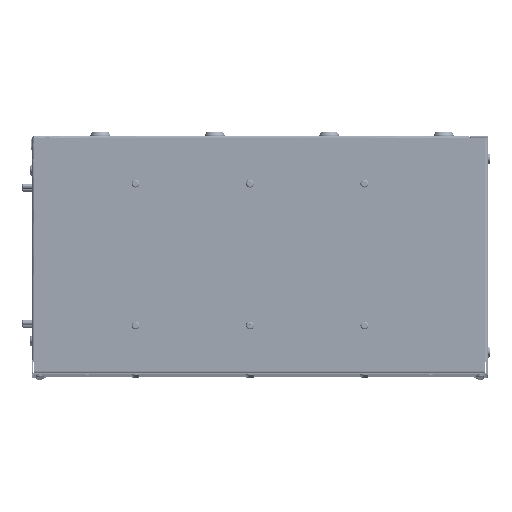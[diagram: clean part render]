
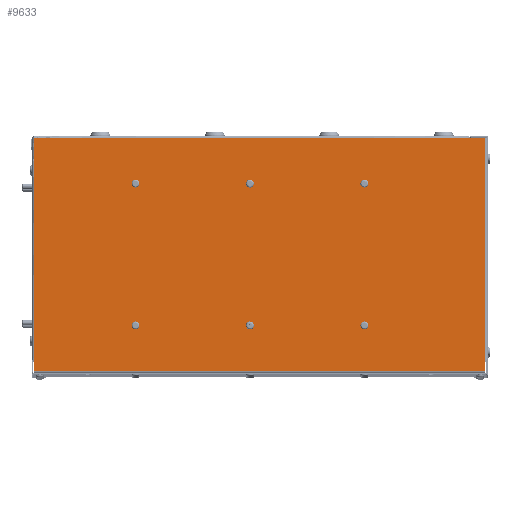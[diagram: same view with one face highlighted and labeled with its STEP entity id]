
A CAD part, top view. The second image highlights one B-rep face of the part: STEP entity #9633.
In plain terms, the highlighted free-form (B-spline) face has degree [1, 1] with [2, 2] control points.
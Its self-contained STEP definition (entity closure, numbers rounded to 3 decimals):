
#9448 = VERTEX_POINT('',#9449);
#9449 = CARTESIAN_POINT('',(-202.374,2.781,
    629.798));
#9457 = VERTEX_POINT('',#9458);
#9458 = CARTESIAN_POINT('',(202.16,2.781,
    629.798));
#9464 = EDGE_CURVE('',#9448,#9457,#9465,.T.);
#9465 = B_SPLINE_CURVE_WITH_KNOTS('',1,(#9466,#9467),.UNSPECIFIED.,.F.,
  .F.,(2,2),(0.,472.75),.PIECEWISE_BEZIER_KNOTS.);
#9466 = CARTESIAN_POINT('',(-202.374,2.781,
    629.798));
#9467 = CARTESIAN_POINT('',(202.16,2.781,
    629.798));
#9633 = ADVANCED_FACE('',(#9634,#9670,#9684,#9698,#9712,#9726,#9740),
  #9754,.F.);
#9634 = FACE_BOUND('',#9635,.T.);
#9635 = EDGE_LOOP('',(#9636,#9643,#9650,#9657,#9664,#9669));
#9636 = ORIENTED_EDGE('',*,*,#9637,.T.);
#9637 = EDGE_CURVE('',#9457,#9638,#9640,.T.);
#9638 = VERTEX_POINT('',#9639);
#9639 = CARTESIAN_POINT('',(202.16,13.477,
    629.798));
#9640 = B_SPLINE_CURVE_WITH_KNOTS('',1,(#9641,#9642),.UNSPECIFIED.,.F.,
  .F.,(2,2),(0.,12.5),.PIECEWISE_BEZIER_KNOTS.);
#9641 = CARTESIAN_POINT('',(202.16,2.781,
    629.798));
#9642 = CARTESIAN_POINT('',(202.16,13.477,
    629.798));
#9643 = ORIENTED_EDGE('',*,*,#9644,.T.);
#9644 = EDGE_CURVE('',#9638,#9645,#9647,.T.);
#9645 = VERTEX_POINT('',#9646);
#9646 = CARTESIAN_POINT('',(202.16,212.214,
    629.798));
#9647 = B_SPLINE_CURVE_WITH_KNOTS('',1,(#9648,#9649),.UNSPECIFIED.,.F.,
  .F.,(2,2),(0.,232.25),.PIECEWISE_BEZIER_KNOTS.);
#9648 = CARTESIAN_POINT('',(202.16,13.477,
    629.798));
#9649 = CARTESIAN_POINT('',(202.16,212.214,
    629.798));
#9650 = ORIENTED_EDGE('',*,*,#9651,.T.);
#9651 = EDGE_CURVE('',#9645,#9652,#9654,.T.);
#9652 = VERTEX_POINT('',#9653);
#9653 = CARTESIAN_POINT('',(187.613,212.214,
    629.798));
#9654 = B_SPLINE_CURVE_WITH_KNOTS('',1,(#9655,#9656),.UNSPECIFIED.,.F.,
  .F.,(2,2),(-0.,17.),.PIECEWISE_BEZIER_KNOTS.);
#9655 = CARTESIAN_POINT('',(202.16,212.214,
    629.798));
#9656 = CARTESIAN_POINT('',(187.613,212.214,
    629.798));
#9657 = ORIENTED_EDGE('',*,*,#9658,.T.);
#9658 = EDGE_CURVE('',#9652,#9659,#9661,.T.);
#9659 = VERTEX_POINT('',#9660);
#9660 = CARTESIAN_POINT('',(-202.374,212.214,
    629.798));
#9661 = B_SPLINE_CURVE_WITH_KNOTS('',1,(#9662,#9663),.UNSPECIFIED.,.F.,
  .F.,(2,2),(0.,455.75),.PIECEWISE_BEZIER_KNOTS.);
#9662 = CARTESIAN_POINT('',(187.613,212.214,
    629.798));
#9663 = CARTESIAN_POINT('',(-202.374,212.214,
    629.798));
#9664 = ORIENTED_EDGE('',*,*,#9665,.T.);
#9665 = EDGE_CURVE('',#9659,#9448,#9666,.T.);
#9666 = B_SPLINE_CURVE_WITH_KNOTS('',1,(#9667,#9668),.UNSPECIFIED.,.F.,
  .F.,(2,2),(0.,244.75),.PIECEWISE_BEZIER_KNOTS.);
#9667 = CARTESIAN_POINT('',(-202.374,212.214,
    629.798));
#9668 = CARTESIAN_POINT('',(-202.374,2.781,
    629.798));
#9669 = ORIENTED_EDGE('',*,*,#9464,.T.);
#9670 = FACE_BOUND('',#9671,.T.);
#9671 = EDGE_LOOP('',(#9672));
#9672 = ORIENTED_EDGE('',*,*,#9673,.T.);
#9673 = EDGE_CURVE('',#9674,#9674,#9676,.T.);
#9674 = VERTEX_POINT('',#9675);
#9675 = CARTESIAN_POINT('',(-8.985,45.78,
    629.798));
#9676 = ( BOUNDED_CURVE() B_SPLINE_CURVE(2,(#9677,#9678,#9679,#9680,
#9681,#9682,#9683),.UNSPECIFIED.,.T.,.F.) B_SPLINE_CURVE_WITH_KNOTS((1,2
    ,2,2,2,1),(-2.094,0.,2.094,4.189,
6.283,8.378),.UNSPECIFIED.) CURVE() 
GEOMETRIC_REPRESENTATION_ITEM() RATIONAL_B_SPLINE_CURVE((1.,0.5,1.,0.5,
1.,0.5,1.)) REPRESENTATION_ITEM('') );
#9677 = CARTESIAN_POINT('',(-8.985,45.78,
    629.798));
#9678 = CARTESIAN_POINT('',(-5.65,45.78,
    629.798));
#9679 = CARTESIAN_POINT('',(-7.317,42.892,
    629.798));
#9680 = CARTESIAN_POINT('',(-8.985,40.004,
    629.798));
#9681 = CARTESIAN_POINT('',(-10.652,42.892,
    629.798));
#9682 = CARTESIAN_POINT('',(-12.32,45.78,
    629.798));
#9683 = CARTESIAN_POINT('',(-8.985,45.78,
    629.798));
#9684 = FACE_BOUND('',#9685,.T.);
#9685 = EDGE_LOOP('',(#9686));
#9686 = ORIENTED_EDGE('',*,*,#9687,.T.);
#9687 = EDGE_CURVE('',#9688,#9688,#9690,.T.);
#9688 = VERTEX_POINT('',#9689);
#9689 = CARTESIAN_POINT('',(-8.985,173.066,
    629.798));
#9690 = ( BOUNDED_CURVE() B_SPLINE_CURVE(2,(#9691,#9692,#9693,#9694,
#9695,#9696,#9697),.UNSPECIFIED.,.T.,.F.) B_SPLINE_CURVE_WITH_KNOTS((1,2
    ,2,2,2,1),(-2.094,0.,2.094,4.189,
6.283,8.378),.UNSPECIFIED.) CURVE() 
GEOMETRIC_REPRESENTATION_ITEM() RATIONAL_B_SPLINE_CURVE((1.,0.5,1.,0.5,
1.,0.5,1.)) REPRESENTATION_ITEM('') );
#9691 = CARTESIAN_POINT('',(-8.985,173.066,
    629.798));
#9692 = CARTESIAN_POINT('',(-5.65,173.066,
    629.798));
#9693 = CARTESIAN_POINT('',(-7.317,170.178,
    629.798));
#9694 = CARTESIAN_POINT('',(-8.985,167.29,
    629.798));
#9695 = CARTESIAN_POINT('',(-10.652,170.178,
    629.798));
#9696 = CARTESIAN_POINT('',(-12.32,173.066,
    629.798));
#9697 = CARTESIAN_POINT('',(-8.985,173.066,
    629.798));
#9698 = FACE_BOUND('',#9699,.T.);
#9699 = EDGE_LOOP('',(#9700));
#9700 = ORIENTED_EDGE('',*,*,#9701,.T.);
#9701 = EDGE_CURVE('',#9702,#9702,#9704,.T.);
#9702 = VERTEX_POINT('',#9703);
#9703 = CARTESIAN_POINT('',(-111.669,45.78,
    629.798));
#9704 = ( BOUNDED_CURVE() B_SPLINE_CURVE(2,(#9705,#9706,#9707,#9708,
#9709,#9710,#9711),.UNSPECIFIED.,.T.,.F.) B_SPLINE_CURVE_WITH_KNOTS((1,2
    ,2,2,2,1),(-2.094,0.,2.094,4.189,
6.283,8.378),.UNSPECIFIED.) CURVE() 
GEOMETRIC_REPRESENTATION_ITEM() RATIONAL_B_SPLINE_CURVE((1.,0.5,1.,0.5,
1.,0.5,1.)) REPRESENTATION_ITEM('') );
#9705 = CARTESIAN_POINT('',(-111.669,45.78,
    629.798));
#9706 = CARTESIAN_POINT('',(-108.335,45.78,
    629.798));
#9707 = CARTESIAN_POINT('',(-110.002,42.892,
    629.798));
#9708 = CARTESIAN_POINT('',(-111.669,40.004,
    629.798));
#9709 = CARTESIAN_POINT('',(-113.337,42.892,
    629.798));
#9710 = CARTESIAN_POINT('',(-115.004,45.78,
    629.798));
#9711 = CARTESIAN_POINT('',(-111.669,45.78,
    629.798));
#9712 = FACE_BOUND('',#9713,.T.);
#9713 = EDGE_LOOP('',(#9714));
#9714 = ORIENTED_EDGE('',*,*,#9715,.T.);
#9715 = EDGE_CURVE('',#9716,#9716,#9718,.T.);
#9716 = VERTEX_POINT('',#9717);
#9717 = CARTESIAN_POINT('',(-111.669,173.066,
    629.798));
#9718 = ( BOUNDED_CURVE() B_SPLINE_CURVE(2,(#9719,#9720,#9721,#9722,
#9723,#9724,#9725),.UNSPECIFIED.,.T.,.F.) B_SPLINE_CURVE_WITH_KNOTS((1,2
    ,2,2,2,1),(-2.094,0.,2.094,4.189,
6.283,8.378),.UNSPECIFIED.) CURVE() 
GEOMETRIC_REPRESENTATION_ITEM() RATIONAL_B_SPLINE_CURVE((1.,0.5,1.,0.5,
1.,0.5,1.)) REPRESENTATION_ITEM('') );
#9719 = CARTESIAN_POINT('',(-111.669,173.066,
    629.798));
#9720 = CARTESIAN_POINT('',(-108.335,173.066,
    629.798));
#9721 = CARTESIAN_POINT('',(-110.002,170.178,
    629.798));
#9722 = CARTESIAN_POINT('',(-111.669,167.29,
    629.798));
#9723 = CARTESIAN_POINT('',(-113.337,170.178,
    629.798));
#9724 = CARTESIAN_POINT('',(-115.004,173.066,
    629.798));
#9725 = CARTESIAN_POINT('',(-111.669,173.066,
    629.798));
#9726 = FACE_BOUND('',#9727,.T.);
#9727 = EDGE_LOOP('',(#9728));
#9728 = ORIENTED_EDGE('',*,*,#9729,.T.);
#9729 = EDGE_CURVE('',#9730,#9730,#9732,.T.);
#9730 = VERTEX_POINT('',#9731);
#9731 = CARTESIAN_POINT('',(93.7,173.066,
    629.798));
#9732 = ( BOUNDED_CURVE() B_SPLINE_CURVE(2,(#9733,#9734,#9735,#9736,
#9737,#9738,#9739),.UNSPECIFIED.,.T.,.F.) B_SPLINE_CURVE_WITH_KNOTS((1,2
    ,2,2,2,1),(-2.094,0.,2.094,4.189,
6.283,8.378),.UNSPECIFIED.) CURVE() 
GEOMETRIC_REPRESENTATION_ITEM() RATIONAL_B_SPLINE_CURVE((1.,0.5,1.,0.5,
1.,0.5,1.)) REPRESENTATION_ITEM('') );
#9733 = CARTESIAN_POINT('',(93.7,173.066,
    629.798));
#9734 = CARTESIAN_POINT('',(97.034,173.066,
    629.798));
#9735 = CARTESIAN_POINT('',(95.367,170.178,
    629.798));
#9736 = CARTESIAN_POINT('',(93.7,167.29,
    629.798));
#9737 = CARTESIAN_POINT('',(92.032,170.178,
    629.798));
#9738 = CARTESIAN_POINT('',(90.365,173.066,
    629.798));
#9739 = CARTESIAN_POINT('',(93.7,173.066,
    629.798));
#9740 = FACE_BOUND('',#9741,.T.);
#9741 = EDGE_LOOP('',(#9742));
#9742 = ORIENTED_EDGE('',*,*,#9743,.T.);
#9743 = EDGE_CURVE('',#9744,#9744,#9746,.T.);
#9744 = VERTEX_POINT('',#9745);
#9745 = CARTESIAN_POINT('',(93.7,45.78,
    629.798));
#9746 = ( BOUNDED_CURVE() B_SPLINE_CURVE(2,(#9747,#9748,#9749,#9750,
#9751,#9752,#9753),.UNSPECIFIED.,.T.,.F.) B_SPLINE_CURVE_WITH_KNOTS((1,2
    ,2,2,2,1),(-2.094,0.,2.094,4.189,
6.283,8.378),.UNSPECIFIED.) CURVE() 
GEOMETRIC_REPRESENTATION_ITEM() RATIONAL_B_SPLINE_CURVE((1.,0.5,1.,0.5,
1.,0.5,1.)) REPRESENTATION_ITEM('') );
#9747 = CARTESIAN_POINT('',(93.7,45.78,
    629.798));
#9748 = CARTESIAN_POINT('',(97.034,45.78,
    629.798));
#9749 = CARTESIAN_POINT('',(95.367,42.892,
    629.798));
#9750 = CARTESIAN_POINT('',(93.7,40.004,
    629.798));
#9751 = CARTESIAN_POINT('',(92.032,42.892,
    629.798));
#9752 = CARTESIAN_POINT('',(90.365,45.78,
    629.798));
#9753 = CARTESIAN_POINT('',(93.7,45.78,
    629.798));
#9754 = B_SPLINE_SURFACE_WITH_KNOTS('',1,1,(
    (#9755,#9756)
    ,(#9757,#9758
    )),.UNSPECIFIED.,.F.,.F.,.F.,(2,2),(2,2),(-122.375,122.375),(
    -236.375,236.375),.PIECEWISE_BEZIER_KNOTS.);
#9755 = CARTESIAN_POINT('',(-202.374,2.781,
    629.798));
#9756 = CARTESIAN_POINT('',(202.16,2.781,
    629.798));
#9757 = CARTESIAN_POINT('',(-202.374,212.214,
    629.798));
#9758 = CARTESIAN_POINT('',(202.16,212.214,
    629.798));
